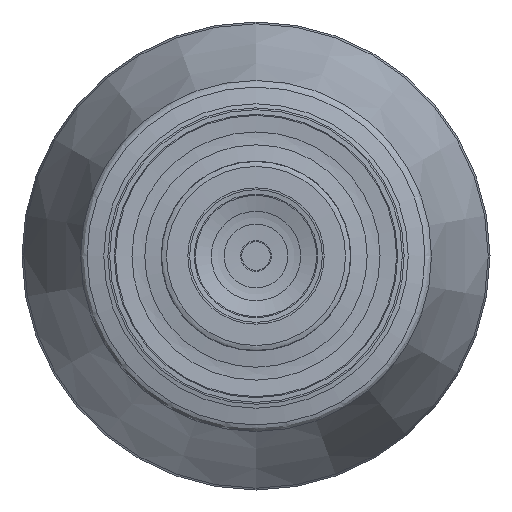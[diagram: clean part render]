
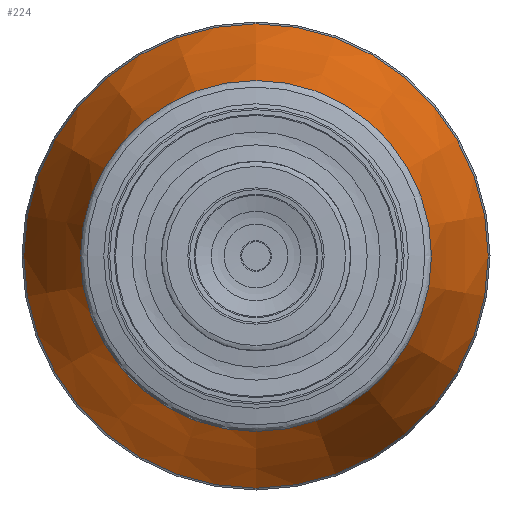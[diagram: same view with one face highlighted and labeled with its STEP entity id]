
A CAD part, left-side view. The second image highlights one B-rep face of the part: STEP entity #224.
In plain terms, the highlighted conical face has half-angle 19.44 degrees and reference radius 21.829 mm.
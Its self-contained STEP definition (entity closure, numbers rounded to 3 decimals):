
#202=CONICAL_SURFACE('',#891,21.829,19.44);
#224=ADVANCED_FACE('',(#311,#312),#202,.T.);
#311=FACE_BOUND('',#436,.T.);
#312=FACE_BOUND('',#437,.T.);
#436=EDGE_LOOP('',(#564));
#437=EDGE_LOOP('',(#565));
#564=ORIENTED_EDGE('',*,*,#742,.T.);
#565=ORIENTED_EDGE('',*,*,#741,.F.);
#677=VERTEX_POINT('',#1243);
#678=VERTEX_POINT('',#1246);
#741=EDGE_CURVE('',#677,#677,#805,.T.);
#742=EDGE_CURVE('',#678,#678,#806,.T.);
#805=CIRCLE('',#888,21.829);
#806=CIRCLE('',#890,16.285);
#888=AXIS2_PLACEMENT_3D('',#1242,#1009,#1010);
#890=AXIS2_PLACEMENT_3D('',#1245,#1013,#1014);
#891=AXIS2_PLACEMENT_3D('',#1247,#1015,#1016);
#1009=DIRECTION('',(1.,0.,0.));
#1010=DIRECTION('',(0.,0.,1.));
#1013=DIRECTION('',(1.,0.,0.));
#1014=DIRECTION('',(0.,0.,1.));
#1015=DIRECTION('',(1.,0.,0.));
#1016=DIRECTION('',(0.,0.,-1.));
#1242=CARTESIAN_POINT('',(120.515,0.,0.));
#1243=CARTESIAN_POINT('',(120.515,0.,21.829));
#1245=CARTESIAN_POINT('',(104.808,0.,0.));
#1246=CARTESIAN_POINT('',(104.808,0.,16.285));
#1247=CARTESIAN_POINT('',(120.515,0.,0.));
